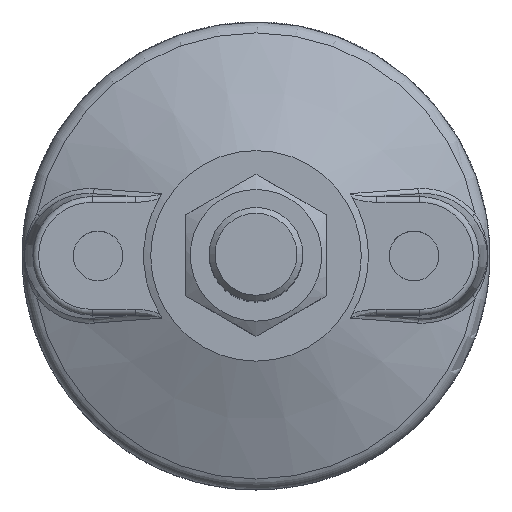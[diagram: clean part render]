
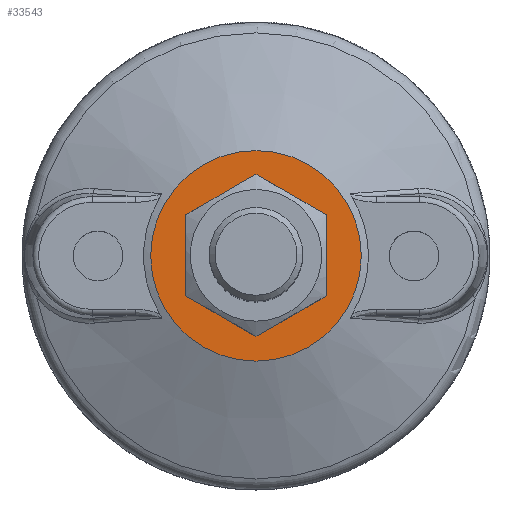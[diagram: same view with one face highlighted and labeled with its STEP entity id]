
A CAD part, top view. The second image highlights one B-rep face of the part: STEP entity #33543.
In plain terms, the highlighted face is planar.
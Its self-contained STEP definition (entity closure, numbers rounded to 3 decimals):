
#909=CARTESIAN_POINT('',(-18.0,16.0,0.0));
#910=VERTEX_POINT('',#909);
#911=CARTESIAN_POINT('',(0.,16.0,0.0));
#912=DIRECTION('',(0.0,1.0,0.0));
#913=DIRECTION('',(-1.0,0.0,0.0));
#914=AXIS2_PLACEMENT_3D('',#911,#912,#913);
#915=CIRCLE('',#914,18.0);
#916=EDGE_CURVE('',#910,#910,#915,.T.);
#33524=CARTESIAN_POINT('',(-12.614,16.0,0.0));
#33525=DIRECTION('',(0.0,1.0,0.0));
#33526=DIRECTION('',(0.0,0.0,1.0));
#33527=AXIS2_PLACEMENT_3D('',#33524,#33525,#33526);
#33528=PLANE('',#33527);
#33529=ORIENTED_EDGE('',*,*,#916,.T.);
#33530=EDGE_LOOP('',(#33529));
#33531=FACE_OUTER_BOUND('',#33530,.T.);
#33532=CARTESIAN_POINT('',(-7.228,16.0,0.0));
#33533=VERTEX_POINT('',#33532);
#33534=CARTESIAN_POINT('',(0.,16.0,0.0));
#33535=DIRECTION('',(0.0,1.0,0.0));
#33536=DIRECTION('',(-1.0,0.0,0.0));
#33537=AXIS2_PLACEMENT_3D('',#33534,#33535,#33536);
#33538=CIRCLE('',#33537,7.228);
#33539=EDGE_CURVE('',#33533,#33533,#33538,.T.);
#33540=ORIENTED_EDGE('',*,*,#33539,.F.);
#33541=EDGE_LOOP('',(#33540));
#33542=FACE_BOUND('',#33541,.T.);
#33543=ADVANCED_FACE('',(#33531,#33542),#33528,.T.);
